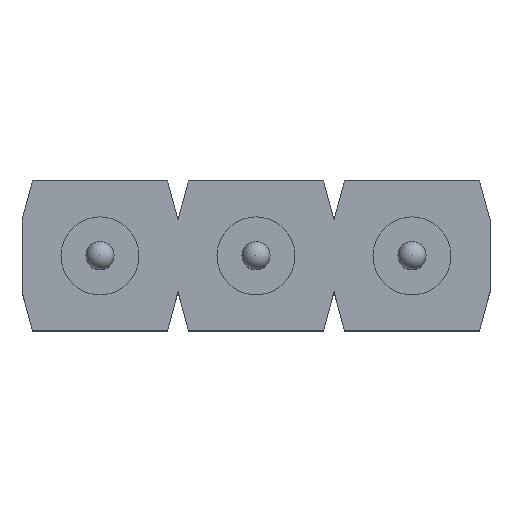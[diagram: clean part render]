
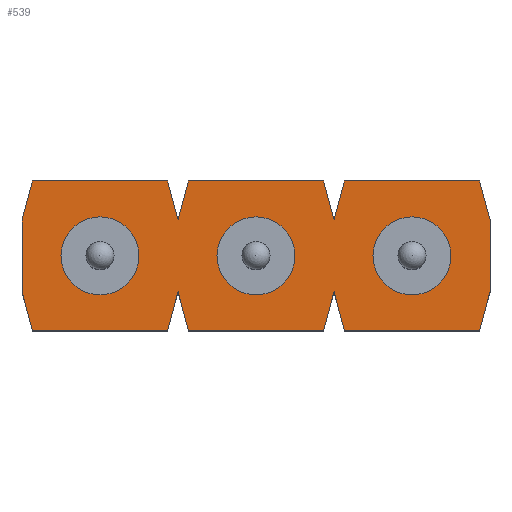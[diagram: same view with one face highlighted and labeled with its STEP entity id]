
A CAD part, top view. The second image highlights one B-rep face of the part: STEP entity #539.
In plain terms, the highlighted planar face has unit normal (0, 0, 1).
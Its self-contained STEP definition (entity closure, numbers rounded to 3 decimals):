
#328 = VERTEX_POINT('',#329);
#329 = CARTESIAN_POINT('',(-3.81,-0.584,5.44));
#335 = EDGE_CURVE('',#336,#328,#338,.T.);
#336 = VERTEX_POINT('',#337);
#337 = CARTESIAN_POINT('',(-3.81,0.584,5.44));
#338 = LINE('',#339,#340);
#339 = CARTESIAN_POINT('',(-3.81,0.584,5.44));
#340 = VECTOR('',#341,1.);
#341 = DIRECTION('',(0.,-1.,0.));
#366 = VERTEX_POINT('',#367);
#367 = CARTESIAN_POINT('',(-3.64,-1.219,5.44));
#373 = EDGE_CURVE('',#328,#366,#374,.T.);
#374 = LINE('',#375,#376);
#375 = CARTESIAN_POINT('',(-3.81,-0.584,5.44));
#376 = VECTOR('',#377,1.);
#377 = DIRECTION('',(0.259,-0.966,0.)
  );
#397 = VERTEX_POINT('',#398);
#398 = CARTESIAN_POINT('',(-1.44,-1.219,5.44));
#404 = EDGE_CURVE('',#366,#397,#405,.T.);
#405 = LINE('',#406,#407);
#406 = CARTESIAN_POINT('',(-3.64,-1.219,5.44));
#407 = VECTOR('',#408,1.);
#408 = DIRECTION('',(1.,0.,0.));
#428 = VERTEX_POINT('',#429);
#429 = CARTESIAN_POINT('',(-1.27,-0.584,5.44));
#435 = EDGE_CURVE('',#397,#428,#436,.T.);
#436 = LINE('',#437,#438);
#437 = CARTESIAN_POINT('',(-1.44,-1.219,5.44));
#438 = VECTOR('',#439,1.);
#439 = DIRECTION('',(0.259,0.966,0.));
#461 = VERTEX_POINT('',#462);
#462 = CARTESIAN_POINT('',(-1.44,1.219,5.44));
#468 = EDGE_CURVE('',#469,#461,#471,.T.);
#469 = VERTEX_POINT('',#470);
#470 = CARTESIAN_POINT('',(-1.27,0.584,5.44));
#471 = LINE('',#472,#473);
#472 = CARTESIAN_POINT('',(-1.27,0.584,5.44));
#473 = VECTOR('',#474,1.);
#474 = DIRECTION('',(-0.259,0.966,0.)
  );
#499 = VERTEX_POINT('',#500);
#500 = CARTESIAN_POINT('',(-3.64,1.219,5.44));
#506 = EDGE_CURVE('',#461,#499,#507,.T.);
#507 = LINE('',#508,#509);
#508 = CARTESIAN_POINT('',(-1.44,1.219,5.44));
#509 = VECTOR('',#510,1.);
#510 = DIRECTION('',(-1.,-0.,0.));
#528 = EDGE_CURVE('',#499,#336,#529,.T.);
#529 = LINE('',#530,#531);
#530 = CARTESIAN_POINT('',(-3.64,1.219,5.44));
#531 = VECTOR('',#532,1.);
#532 = DIRECTION('',(-0.259,-0.966,0.
    ));
#539 = ADVANCED_FACE('',(#540,#551,#562,#573),#684,.T.);
#540 = FACE_BOUND('',#541,.T.);
#541 = EDGE_LOOP('',(#542));
#542 = ORIENTED_EDGE('',*,*,#543,.F.);
#543 = EDGE_CURVE('',#544,#544,#546,.T.);
#544 = VERTEX_POINT('',#545);
#545 = CARTESIAN_POINT('',(0.635,0.,5.44));
#546 = CIRCLE('',#547,0.635);
#547 = AXIS2_PLACEMENT_3D('',#548,#549,#550);
#548 = CARTESIAN_POINT('',(0.,0.,5.44));
#549 = DIRECTION('',(0.,0.,1.));
#550 = DIRECTION('',(1.,0.,0.));
#551 = FACE_BOUND('',#552,.T.);
#552 = EDGE_LOOP('',(#553));
#553 = ORIENTED_EDGE('',*,*,#554,.F.);
#554 = EDGE_CURVE('',#555,#555,#557,.T.);
#555 = VERTEX_POINT('',#556);
#556 = CARTESIAN_POINT('',(3.175,0.,5.44));
#557 = CIRCLE('',#558,0.635);
#558 = AXIS2_PLACEMENT_3D('',#559,#560,#561);
#559 = CARTESIAN_POINT('',(2.54,0.,5.44));
#560 = DIRECTION('',(0.,0.,1.));
#561 = DIRECTION('',(1.,0.,0.));
#562 = FACE_BOUND('',#563,.T.);
#563 = EDGE_LOOP('',(#564));
#564 = ORIENTED_EDGE('',*,*,#565,.F.);
#565 = EDGE_CURVE('',#566,#566,#568,.T.);
#566 = VERTEX_POINT('',#567);
#567 = CARTESIAN_POINT('',(-1.905,0.,5.44));
#568 = CIRCLE('',#569,0.635);
#569 = AXIS2_PLACEMENT_3D('',#570,#571,#572);
#570 = CARTESIAN_POINT('',(-2.54,0.,5.44));
#571 = DIRECTION('',(0.,0.,1.));
#572 = DIRECTION('',(1.,0.,0.));
#573 = FACE_BOUND('',#574,.T.);
#574 = EDGE_LOOP('',(#575,#576,#577,#578,#579,#587,#595,#603,#611,#619,
    #627,#635,#643,#651,#659,#667,#675,#681,#682,#683));
#575 = ORIENTED_EDGE('',*,*,#335,.T.);
#576 = ORIENTED_EDGE('',*,*,#373,.T.);
#577 = ORIENTED_EDGE('',*,*,#404,.T.);
#578 = ORIENTED_EDGE('',*,*,#435,.T.);
#579 = ORIENTED_EDGE('',*,*,#580,.T.);
#580 = EDGE_CURVE('',#428,#581,#583,.T.);
#581 = VERTEX_POINT('',#582);
#582 = CARTESIAN_POINT('',(-1.1,-1.219,5.44));
#583 = LINE('',#584,#585);
#584 = CARTESIAN_POINT('',(-1.27,-0.584,5.44));
#585 = VECTOR('',#586,1.);
#586 = DIRECTION('',(0.259,-0.966,0.)
  );
#587 = ORIENTED_EDGE('',*,*,#588,.T.);
#588 = EDGE_CURVE('',#581,#589,#591,.T.);
#589 = VERTEX_POINT('',#590);
#590 = CARTESIAN_POINT('',(1.1,-1.219,5.44));
#591 = LINE('',#592,#593);
#592 = CARTESIAN_POINT('',(-1.1,-1.219,5.44));
#593 = VECTOR('',#594,1.);
#594 = DIRECTION('',(1.,0.,0.));
#595 = ORIENTED_EDGE('',*,*,#596,.T.);
#596 = EDGE_CURVE('',#589,#597,#599,.T.);
#597 = VERTEX_POINT('',#598);
#598 = CARTESIAN_POINT('',(1.27,-0.584,5.44));
#599 = LINE('',#600,#601);
#600 = CARTESIAN_POINT('',(1.1,-1.219,5.44));
#601 = VECTOR('',#602,1.);
#602 = DIRECTION('',(0.259,0.966,0.));
#603 = ORIENTED_EDGE('',*,*,#604,.T.);
#604 = EDGE_CURVE('',#597,#605,#607,.T.);
#605 = VERTEX_POINT('',#606);
#606 = CARTESIAN_POINT('',(1.44,-1.219,5.44));
#607 = LINE('',#608,#609);
#608 = CARTESIAN_POINT('',(1.27,-0.584,5.44));
#609 = VECTOR('',#610,1.);
#610 = DIRECTION('',(0.259,-0.966,0.)
  );
#611 = ORIENTED_EDGE('',*,*,#612,.T.);
#612 = EDGE_CURVE('',#605,#613,#615,.T.);
#613 = VERTEX_POINT('',#614);
#614 = CARTESIAN_POINT('',(3.64,-1.219,5.44));
#615 = LINE('',#616,#617);
#616 = CARTESIAN_POINT('',(1.44,-1.219,5.44));
#617 = VECTOR('',#618,1.);
#618 = DIRECTION('',(1.,0.,0.));
#619 = ORIENTED_EDGE('',*,*,#620,.T.);
#620 = EDGE_CURVE('',#613,#621,#623,.T.);
#621 = VERTEX_POINT('',#622);
#622 = CARTESIAN_POINT('',(3.81,-0.584,5.44));
#623 = LINE('',#624,#625);
#624 = CARTESIAN_POINT('',(3.64,-1.219,5.44));
#625 = VECTOR('',#626,1.);
#626 = DIRECTION('',(0.259,0.966,0.));
#627 = ORIENTED_EDGE('',*,*,#628,.T.);
#628 = EDGE_CURVE('',#621,#629,#631,.T.);
#629 = VERTEX_POINT('',#630);
#630 = CARTESIAN_POINT('',(3.81,0.584,5.44));
#631 = LINE('',#632,#633);
#632 = CARTESIAN_POINT('',(3.81,-0.584,5.44));
#633 = VECTOR('',#634,1.);
#634 = DIRECTION('',(0.,1.,0.));
#635 = ORIENTED_EDGE('',*,*,#636,.T.);
#636 = EDGE_CURVE('',#629,#637,#639,.T.);
#637 = VERTEX_POINT('',#638);
#638 = CARTESIAN_POINT('',(3.64,1.219,5.44));
#639 = LINE('',#640,#641);
#640 = CARTESIAN_POINT('',(3.81,0.584,5.44));
#641 = VECTOR('',#642,1.);
#642 = DIRECTION('',(-0.259,0.966,0.)
  );
#643 = ORIENTED_EDGE('',*,*,#644,.T.);
#644 = EDGE_CURVE('',#637,#645,#647,.T.);
#645 = VERTEX_POINT('',#646);
#646 = CARTESIAN_POINT('',(1.44,1.219,5.44));
#647 = LINE('',#648,#649);
#648 = CARTESIAN_POINT('',(3.64,1.219,5.44));
#649 = VECTOR('',#650,1.);
#650 = DIRECTION('',(-1.,-0.,0.));
#651 = ORIENTED_EDGE('',*,*,#652,.T.);
#652 = EDGE_CURVE('',#645,#653,#655,.T.);
#653 = VERTEX_POINT('',#654);
#654 = CARTESIAN_POINT('',(1.27,0.584,5.44));
#655 = LINE('',#656,#657);
#656 = CARTESIAN_POINT('',(1.44,1.219,5.44));
#657 = VECTOR('',#658,1.);
#658 = DIRECTION('',(-0.259,-0.966,0.
    ));
#659 = ORIENTED_EDGE('',*,*,#660,.T.);
#660 = EDGE_CURVE('',#653,#661,#663,.T.);
#661 = VERTEX_POINT('',#662);
#662 = CARTESIAN_POINT('',(1.1,1.219,5.44));
#663 = LINE('',#664,#665);
#664 = CARTESIAN_POINT('',(1.27,0.584,5.44));
#665 = VECTOR('',#666,1.);
#666 = DIRECTION('',(-0.259,0.966,0.)
  );
#667 = ORIENTED_EDGE('',*,*,#668,.T.);
#668 = EDGE_CURVE('',#661,#669,#671,.T.);
#669 = VERTEX_POINT('',#670);
#670 = CARTESIAN_POINT('',(-1.1,1.219,5.44));
#671 = LINE('',#672,#673);
#672 = CARTESIAN_POINT('',(1.1,1.219,5.44));
#673 = VECTOR('',#674,1.);
#674 = DIRECTION('',(-1.,-0.,0.));
#675 = ORIENTED_EDGE('',*,*,#676,.T.);
#676 = EDGE_CURVE('',#669,#469,#677,.T.);
#677 = LINE('',#678,#679);
#678 = CARTESIAN_POINT('',(-1.1,1.219,5.44));
#679 = VECTOR('',#680,1.);
#680 = DIRECTION('',(-0.259,-0.966,0.
    ));
#681 = ORIENTED_EDGE('',*,*,#468,.T.);
#682 = ORIENTED_EDGE('',*,*,#506,.T.);
#683 = ORIENTED_EDGE('',*,*,#528,.T.);
#684 = PLANE('',#685);
#685 = AXIS2_PLACEMENT_3D('',#686,#687,#688);
#686 = CARTESIAN_POINT('',(-3.81,0.,5.44));
#687 = DIRECTION('',(0.,0.,1.));
#688 = DIRECTION('',(0.,-1.,0.));
